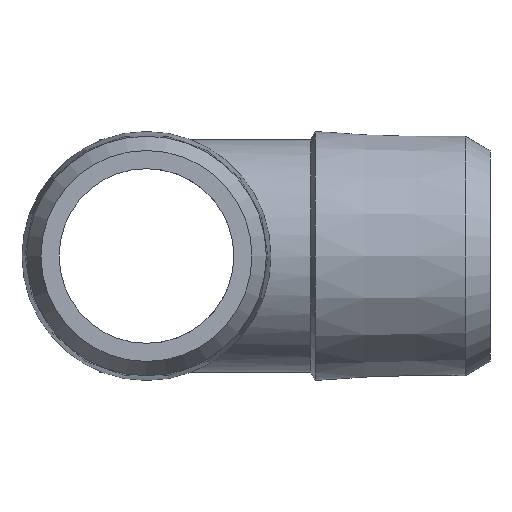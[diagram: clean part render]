
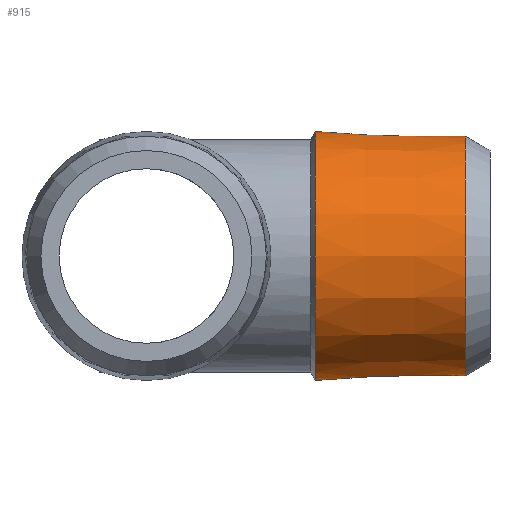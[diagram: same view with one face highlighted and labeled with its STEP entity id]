
A CAD part, left-side view. The second image highlights one B-rep face of the part: STEP entity #915.
In plain terms, the highlighted conical face has half-angle 1.788 degrees and reference radius 10.69 mm.
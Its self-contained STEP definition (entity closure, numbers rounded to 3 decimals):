
#54=CONICAL_SURFACE('',#1016,10.69,0.031);
#275=ORIENTED_EDGE('',*,*,#524,.F.);
#276=ORIENTED_EDGE('',*,*,#523,.T.);
#523=EDGE_CURVE('',#652,#652,#715,.T.);
#524=EDGE_CURVE('',#653,#653,#716,.T.);
#652=VERTEX_POINT('',#1537);
#653=VERTEX_POINT('',#1540);
#715=CIRCLE('',#1015,10.69);
#716=CIRCLE('',#1017,10.288);
#761=EDGE_LOOP('',(#275));
#762=EDGE_LOOP('',(#276));
#835=FACE_BOUND('',#761,.T.);
#836=FACE_BOUND('',#762,.T.);
#915=ADVANCED_FACE('',(#835,#836),#54,.T.);
#1015=AXIS2_PLACEMENT_3D('',#1536,#1177,#1178);
#1016=AXIS2_PLACEMENT_3D('',#1538,#1179,#1180);
#1017=AXIS2_PLACEMENT_3D('',#1539,#1181,#1182);
#1177=DIRECTION('',(0.,-1.,0.));
#1178=DIRECTION('',(1.,0.,0.));
#1179=DIRECTION('',(0.,1.,0.));
#1180=DIRECTION('',(-1.,0.,0.));
#1181=DIRECTION('',(0.,-1.,0.));
#1182=DIRECTION('',(1.,0.,0.));
#1536=CARTESIAN_POINT('',(0.,-14.5,0.));
#1537=CARTESIAN_POINT('',(10.69,-14.5,0.));
#1538=CARTESIAN_POINT('',(0.,-14.5,0.));
#1539=CARTESIAN_POINT('',(0.,-27.372,0.));
#1540=CARTESIAN_POINT('',(10.288,-27.372,0.));
